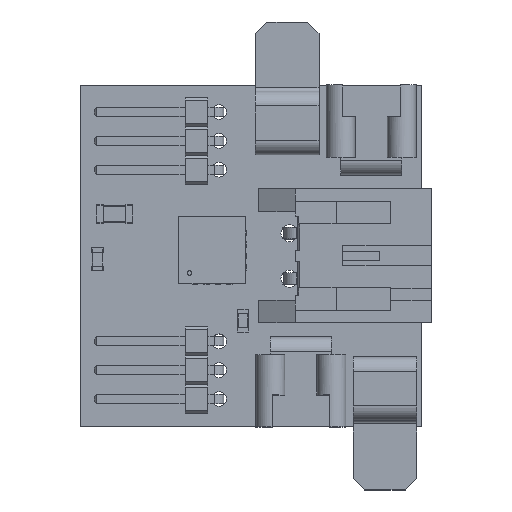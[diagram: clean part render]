
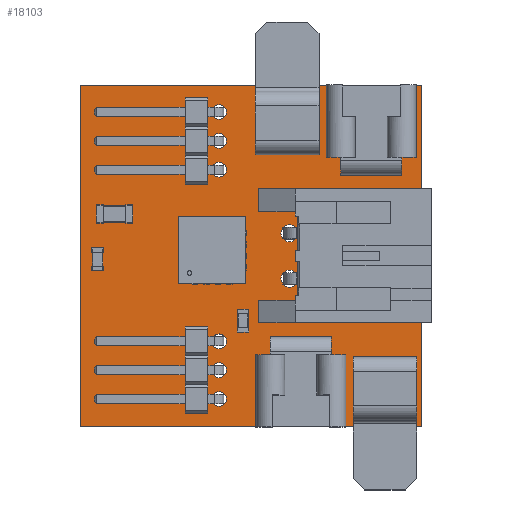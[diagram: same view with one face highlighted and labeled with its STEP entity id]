
A CAD part, top view. The second image highlights one B-rep face of the part: STEP entity #18103.
In plain terms, the highlighted planar face has unit normal (0, 0, 1).
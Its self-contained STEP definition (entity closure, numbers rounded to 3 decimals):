
#17859 = VERTEX_POINT('',#17860);
#17860 = CARTESIAN_POINT('',(7.5,-7.5,1.6));
#17866 = EDGE_CURVE('',#17859,#17867,#17869,.T.);
#17867 = VERTEX_POINT('',#17868);
#17868 = CARTESIAN_POINT('',(-7.5,-7.5,1.6));
#17869 = LINE('',#17870,#17871);
#17870 = CARTESIAN_POINT('',(7.5,-7.5,1.6));
#17871 = VECTOR('',#17872,1.);
#17872 = DIRECTION('',(-1.,0.,0.));
#17899 = VERTEX_POINT('',#17900);
#17900 = CARTESIAN_POINT('',(7.5,7.5,1.6));
#17906 = EDGE_CURVE('',#17899,#17859,#17907,.T.);
#17907 = LINE('',#17908,#17909);
#17908 = CARTESIAN_POINT('',(7.5,7.5,1.6));
#17909 = VECTOR('',#17910,1.);
#17910 = DIRECTION('',(0.,-1.,0.));
#17928 = EDGE_CURVE('',#17867,#17929,#17931,.T.);
#17929 = VERTEX_POINT('',#17930);
#17930 = CARTESIAN_POINT('',(-7.5,7.5,1.6));
#17931 = LINE('',#17932,#17933);
#17932 = CARTESIAN_POINT('',(-7.5,-7.5,1.6));
#17933 = VECTOR('',#17934,1.);
#17934 = DIRECTION('',(0.,1.,0.));
#18103 = ADVANCED_FACE('',(#18104,#18115,#18126,#18137,#18148,#18159,
    #18170,#18181,#18192,#18203,#18214,#18225,#18236),#18247,.T.);
#18104 = FACE_BOUND('',#18105,.T.);
#18105 = EDGE_LOOP('',(#18106,#18107,#18108,#18114));
#18106 = ORIENTED_EDGE('',*,*,#17866,.F.);
#18107 = ORIENTED_EDGE('',*,*,#17906,.F.);
#18108 = ORIENTED_EDGE('',*,*,#18109,.F.);
#18109 = EDGE_CURVE('',#17929,#17899,#18110,.T.);
#18110 = LINE('',#18111,#18112);
#18111 = CARTESIAN_POINT('',(-7.5,7.5,1.6));
#18112 = VECTOR('',#18113,1.);
#18113 = DIRECTION('',(1.,0.,0.));
#18114 = ORIENTED_EDGE('',*,*,#17928,.F.);
#18115 = FACE_BOUND('',#18116,.T.);
#18116 = EDGE_LOOP('',(#18117));
#18117 = ORIENTED_EDGE('',*,*,#18118,.T.);
#18118 = EDGE_CURVE('',#18119,#18119,#18121,.T.);
#18119 = VERTEX_POINT('',#18120);
#18120 = CARTESIAN_POINT('',(-1.4,-6.625,1.6));
#18121 = CIRCLE('',#18122,0.325);
#18122 = AXIS2_PLACEMENT_3D('',#18123,#18124,#18125);
#18123 = CARTESIAN_POINT('',(-1.4,-6.3,1.6));
#18124 = DIRECTION('',(-0.,0.,-1.));
#18125 = DIRECTION('',(-0.,-1.,0.));
#18126 = FACE_BOUND('',#18127,.T.);
#18127 = EDGE_LOOP('',(#18128));
#18128 = ORIENTED_EDGE('',*,*,#18129,.T.);
#18129 = EDGE_CURVE('',#18130,#18130,#18132,.T.);
#18130 = VERTEX_POINT('',#18131);
#18131 = CARTESIAN_POINT('',(-1.4,-5.355,1.6));
#18132 = CIRCLE('',#18133,0.325);
#18133 = AXIS2_PLACEMENT_3D('',#18134,#18135,#18136);
#18134 = CARTESIAN_POINT('',(-1.4,-5.03,1.6));
#18135 = DIRECTION('',(-0.,0.,-1.));
#18136 = DIRECTION('',(-0.,-1.,0.));
#18137 = FACE_BOUND('',#18138,.T.);
#18138 = EDGE_LOOP('',(#18139));
#18139 = ORIENTED_EDGE('',*,*,#18140,.T.);
#18140 = EDGE_CURVE('',#18141,#18141,#18143,.T.);
#18141 = VERTEX_POINT('',#18142);
#18142 = CARTESIAN_POINT('',(-1.4,-4.085,1.6));
#18143 = CIRCLE('',#18144,0.325);
#18144 = AXIS2_PLACEMENT_3D('',#18145,#18146,#18147);
#18145 = CARTESIAN_POINT('',(-1.4,-3.76,1.6));
#18146 = DIRECTION('',(-0.,0.,-1.));
#18147 = DIRECTION('',(-0.,-1.,0.));
#18148 = FACE_BOUND('',#18149,.T.);
#18149 = EDGE_LOOP('',(#18150));
#18150 = ORIENTED_EDGE('',*,*,#18151,.T.);
#18151 = EDGE_CURVE('',#18152,#18152,#18154,.T.);
#18152 = VERTEX_POINT('',#18153);
#18153 = CARTESIAN_POINT('',(-2.25,-0.45,1.6));
#18154 = CIRCLE('',#18155,0.15);
#18155 = AXIS2_PLACEMENT_3D('',#18156,#18157,#18158);
#18156 = CARTESIAN_POINT('',(-2.25,-0.3,1.6));
#18157 = DIRECTION('',(-0.,0.,-1.));
#18158 = DIRECTION('',(-0.,-1.,0.));
#18159 = FACE_BOUND('',#18160,.T.);
#18160 = EDGE_LOOP('',(#18161));
#18161 = ORIENTED_EDGE('',*,*,#18162,.T.);
#18162 = EDGE_CURVE('',#18163,#18163,#18165,.T.);
#18163 = VERTEX_POINT('',#18164);
#18164 = CARTESIAN_POINT('',(-1.15,-0.45,1.6));
#18165 = CIRCLE('',#18166,0.15);
#18166 = AXIS2_PLACEMENT_3D('',#18167,#18168,#18169);
#18167 = CARTESIAN_POINT('',(-1.15,-0.3,1.6));
#18168 = DIRECTION('',(-0.,0.,-1.));
#18169 = DIRECTION('',(-0.,-1.,0.));
#18170 = FACE_BOUND('',#18171,.T.);
#18171 = EDGE_LOOP('',(#18172));
#18172 = ORIENTED_EDGE('',*,*,#18173,.T.);
#18173 = EDGE_CURVE('',#18174,#18174,#18176,.T.);
#18174 = VERTEX_POINT('',#18175);
#18175 = CARTESIAN_POINT('',(1.7,-1.375,1.6));
#18176 = CIRCLE('',#18177,0.375);
#18177 = AXIS2_PLACEMENT_3D('',#18178,#18179,#18180);
#18178 = CARTESIAN_POINT('',(1.7,-1.,1.6));
#18179 = DIRECTION('',(-0.,0.,-1.));
#18180 = DIRECTION('',(0.,-1.,0.));
#18181 = FACE_BOUND('',#18182,.T.);
#18182 = EDGE_LOOP('',(#18183));
#18183 = ORIENTED_EDGE('',*,*,#18184,.T.);
#18184 = EDGE_CURVE('',#18185,#18185,#18187,.T.);
#18185 = VERTEX_POINT('',#18186);
#18186 = CARTESIAN_POINT('',(-2.25,0.65,1.6));
#18187 = CIRCLE('',#18188,0.15);
#18188 = AXIS2_PLACEMENT_3D('',#18189,#18190,#18191);
#18189 = CARTESIAN_POINT('',(-2.25,0.8,1.6));
#18190 = DIRECTION('',(-0.,0.,-1.));
#18191 = DIRECTION('',(-0.,-1.,0.));
#18192 = FACE_BOUND('',#18193,.T.);
#18193 = EDGE_LOOP('',(#18194));
#18194 = ORIENTED_EDGE('',*,*,#18195,.T.);
#18195 = EDGE_CURVE('',#18196,#18196,#18198,.T.);
#18196 = VERTEX_POINT('',#18197);
#18197 = CARTESIAN_POINT('',(-1.15,0.65,1.6));
#18198 = CIRCLE('',#18199,0.15);
#18199 = AXIS2_PLACEMENT_3D('',#18200,#18201,#18202);
#18200 = CARTESIAN_POINT('',(-1.15,0.8,1.6));
#18201 = DIRECTION('',(-0.,0.,-1.));
#18202 = DIRECTION('',(-0.,-1.,0.));
#18203 = FACE_BOUND('',#18204,.T.);
#18204 = EDGE_LOOP('',(#18205));
#18205 = ORIENTED_EDGE('',*,*,#18206,.T.);
#18206 = EDGE_CURVE('',#18207,#18207,#18209,.T.);
#18207 = VERTEX_POINT('',#18208);
#18208 = CARTESIAN_POINT('',(-1.4,3.475,1.6));
#18209 = CIRCLE('',#18210,0.325);
#18210 = AXIS2_PLACEMENT_3D('',#18211,#18212,#18213);
#18211 = CARTESIAN_POINT('',(-1.4,3.8,1.6));
#18212 = DIRECTION('',(-0.,0.,-1.));
#18213 = DIRECTION('',(-0.,-1.,0.));
#18214 = FACE_BOUND('',#18215,.T.);
#18215 = EDGE_LOOP('',(#18216));
#18216 = ORIENTED_EDGE('',*,*,#18217,.T.);
#18217 = EDGE_CURVE('',#18218,#18218,#18220,.T.);
#18218 = VERTEX_POINT('',#18219);
#18219 = CARTESIAN_POINT('',(-1.4,4.745,1.6));
#18220 = CIRCLE('',#18221,0.325);
#18221 = AXIS2_PLACEMENT_3D('',#18222,#18223,#18224);
#18222 = CARTESIAN_POINT('',(-1.4,5.07,1.6));
#18223 = DIRECTION('',(-0.,0.,-1.));
#18224 = DIRECTION('',(-0.,-1.,0.));
#18225 = FACE_BOUND('',#18226,.T.);
#18226 = EDGE_LOOP('',(#18227));
#18227 = ORIENTED_EDGE('',*,*,#18228,.T.);
#18228 = EDGE_CURVE('',#18229,#18229,#18231,.T.);
#18229 = VERTEX_POINT('',#18230);
#18230 = CARTESIAN_POINT('',(-1.4,6.015,1.6));
#18231 = CIRCLE('',#18232,0.325);
#18232 = AXIS2_PLACEMENT_3D('',#18233,#18234,#18235);
#18233 = CARTESIAN_POINT('',(-1.4,6.34,1.6));
#18234 = DIRECTION('',(-0.,0.,-1.));
#18235 = DIRECTION('',(-0.,-1.,0.));
#18236 = FACE_BOUND('',#18237,.T.);
#18237 = EDGE_LOOP('',(#18238));
#18238 = ORIENTED_EDGE('',*,*,#18239,.T.);
#18239 = EDGE_CURVE('',#18240,#18240,#18242,.T.);
#18240 = VERTEX_POINT('',#18241);
#18241 = CARTESIAN_POINT('',(1.7,0.625,1.6));
#18242 = CIRCLE('',#18243,0.375);
#18243 = AXIS2_PLACEMENT_3D('',#18244,#18245,#18246);
#18244 = CARTESIAN_POINT('',(1.7,1.,1.6));
#18245 = DIRECTION('',(-0.,0.,-1.));
#18246 = DIRECTION('',(0.,-1.,0.));
#18247 = PLANE('',#18248);
#18248 = AXIS2_PLACEMENT_3D('',#18249,#18250,#18251);
#18249 = CARTESIAN_POINT('',(0.,0.,1.6));
#18250 = DIRECTION('',(0.,0.,1.));
#18251 = DIRECTION('',(1.,0.,-0.));
